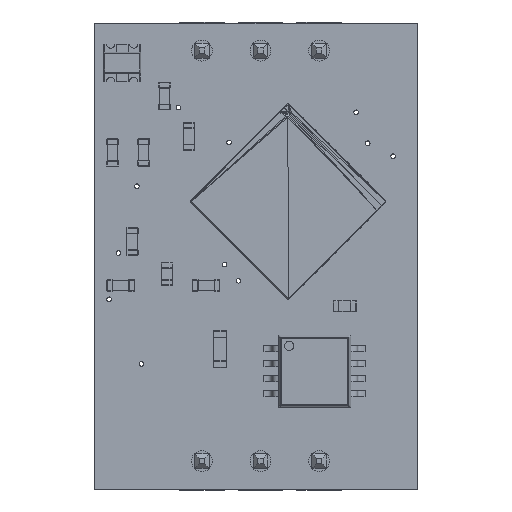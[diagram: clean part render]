
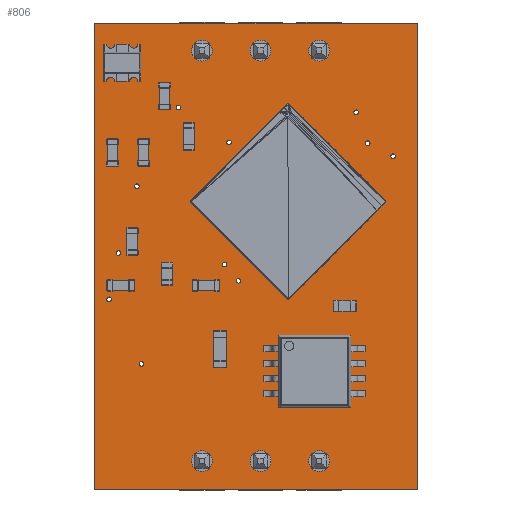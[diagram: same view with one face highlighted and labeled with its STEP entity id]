
A CAD part, top view. The second image highlights one B-rep face of the part: STEP entity #806.
In plain terms, the highlighted planar face has unit normal (0, 0, 1).
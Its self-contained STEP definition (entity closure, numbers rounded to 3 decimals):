
#93 = VERTEX_POINT('',#94);
#94 = CARTESIAN_POINT('',(-9.724,-5.021,0.));
#111 = VERTEX_POINT('',#112);
#112 = CARTESIAN_POINT('',(4.246,-5.021,0.));
#118 = EDGE_CURVE('',#93,#111,#119,.T.);
#119 = LINE('',#120,#121);
#120 = CARTESIAN_POINT('',(-9.724,-5.021,0.));
#121 = VECTOR('',#122,1.);
#122 = DIRECTION('',(1.,0.,0.));
#142 = VERTEX_POINT('',#143);
#143 = CARTESIAN_POINT('',(4.246,15.14,0.));
#149 = EDGE_CURVE('',#111,#142,#150,.T.);
#150 = LINE('',#151,#152);
#151 = CARTESIAN_POINT('',(4.246,-5.021,0.));
#152 = VECTOR('',#153,1.);
#153 = DIRECTION('',(0.,1.,0.));
#173 = VERTEX_POINT('',#174);
#174 = CARTESIAN_POINT('',(-9.724,15.14,0.));
#180 = EDGE_CURVE('',#142,#173,#181,.T.);
#181 = LINE('',#182,#183);
#182 = CARTESIAN_POINT('',(4.246,15.14,0.));
#183 = VECTOR('',#184,1.);
#184 = DIRECTION('',(-1.,0.,0.));
#202 = EDGE_CURVE('',#173,#93,#203,.T.);
#203 = LINE('',#204,#205);
#204 = CARTESIAN_POINT('',(-9.724,15.14,0.));
#205 = VECTOR('',#206,1.);
#206 = DIRECTION('',(0.,-1.,0.));
#217 = VERTEX_POINT('',#218);
#218 = CARTESIAN_POINT('',(-4.63,-3.81,0.));
#234 = EDGE_CURVE('',#217,#217,#235,.T.);
#235 = CIRCLE('',#236,0.45);
#236 = AXIS2_PLACEMENT_3D('',#237,#238,#239);
#237 = CARTESIAN_POINT('',(-5.08,-3.81,0.));
#238 = DIRECTION('',(0.,0.,-1.));
#239 = DIRECTION('',(1.,0.,0.));
#250 = VERTEX_POINT('',#251);
#251 = CARTESIAN_POINT('',(-2.09,-3.81,0.));
#267 = EDGE_CURVE('',#250,#250,#268,.T.);
#268 = CIRCLE('',#269,0.45);
#269 = AXIS2_PLACEMENT_3D('',#270,#271,#272);
#270 = CARTESIAN_POINT('',(-2.54,-3.81,0.));
#271 = DIRECTION('',(0.,0.,-1.));
#272 = DIRECTION('',(1.,0.,0.));
#283 = VERTEX_POINT('',#284);
#284 = CARTESIAN_POINT('',(0.45,-3.81,0.));
#300 = EDGE_CURVE('',#283,#283,#301,.T.);
#301 = CIRCLE('',#302,0.45);
#302 = AXIS2_PLACEMENT_3D('',#303,#304,#305);
#303 = CARTESIAN_POINT('',(0.,-3.81,0.));
#304 = DIRECTION('',(0.,0.,-1.));
#305 = DIRECTION('',(1.,0.,0.));
#316 = VERTEX_POINT('',#317);
#317 = CARTESIAN_POINT('',(-1.3,7.1,0.));
#333 = EDGE_CURVE('',#316,#316,#334,.T.);
#334 = CIRCLE('',#335,0.1);
#335 = AXIS2_PLACEMENT_3D('',#336,#337,#338);
#336 = CARTESIAN_POINT('',(-1.4,7.1,0.));
#337 = DIRECTION('',(0.,0.,-1.));
#338 = DIRECTION('',(1.,0.,0.));
#349 = VERTEX_POINT('',#350);
#350 = CARTESIAN_POINT('',(-7.6,0.4,0.));
#366 = EDGE_CURVE('',#349,#349,#367,.T.);
#367 = CIRCLE('',#368,0.1);
#368 = AXIS2_PLACEMENT_3D('',#369,#370,#371);
#369 = CARTESIAN_POINT('',(-7.7,0.4,0.));
#370 = DIRECTION('',(0.,0.,-1.));
#371 = DIRECTION('',(1.,0.,0.));
#382 = VERTEX_POINT('',#383);
#383 = CARTESIAN_POINT('',(-4.63,13.97,0.));
#399 = EDGE_CURVE('',#382,#382,#400,.T.);
#400 = CIRCLE('',#401,0.45);
#401 = AXIS2_PLACEMENT_3D('',#402,#403,#404);
#402 = CARTESIAN_POINT('',(-5.08,13.97,0.));
#403 = DIRECTION('',(0.,0.,-1.));
#404 = DIRECTION('',(1.,0.,0.));
#415 = VERTEX_POINT('',#416);
#416 = CARTESIAN_POINT('',(-2.09,13.97,0.));
#432 = EDGE_CURVE('',#415,#415,#433,.T.);
#433 = CIRCLE('',#434,0.45);
#434 = AXIS2_PLACEMENT_3D('',#435,#436,#437);
#435 = CARTESIAN_POINT('',(-2.54,13.97,0.));
#436 = DIRECTION('',(0.,0.,-1.));
#437 = DIRECTION('',(1.,0.,0.));
#448 = VERTEX_POINT('',#449);
#449 = CARTESIAN_POINT('',(0.45,13.97,0.));
#465 = EDGE_CURVE('',#448,#448,#466,.T.);
#466 = CIRCLE('',#467,0.45);
#467 = AXIS2_PLACEMENT_3D('',#468,#469,#470);
#468 = CARTESIAN_POINT('',(0.,13.97,0.));
#469 = DIRECTION('',(0.,0.,-1.));
#470 = DIRECTION('',(1.,0.,0.));
#481 = VERTEX_POINT('',#482);
#482 = CARTESIAN_POINT('',(3.3,9.4,0.));
#498 = EDGE_CURVE('',#481,#481,#499,.T.);
#499 = CIRCLE('',#500,0.1);
#500 = AXIS2_PLACEMENT_3D('',#501,#502,#503);
#501 = CARTESIAN_POINT('',(3.2,9.4,0.));
#502 = DIRECTION('',(0.,0.,-1.));
#503 = DIRECTION('',(1.,0.,0.));
#514 = VERTEX_POINT('',#515);
#515 = CARTESIAN_POINT('',(-7.8,8.1,0.));
#531 = EDGE_CURVE('',#514,#514,#532,.T.);
#532 = CIRCLE('',#533,0.1);
#533 = AXIS2_PLACEMENT_3D('',#534,#535,#536);
#534 = CARTESIAN_POINT('',(-7.9,8.1,0.));
#535 = DIRECTION('',(0.,0.,-1.));
#536 = DIRECTION('',(1.,0.,0.));
#547 = VERTEX_POINT('',#548);
#548 = CARTESIAN_POINT('',(1.703,11.3,0.));
#564 = EDGE_CURVE('',#547,#547,#565,.T.);
#565 = CIRCLE('',#566,0.1);
#566 = AXIS2_PLACEMENT_3D('',#567,#568,#569);
#567 = CARTESIAN_POINT('',(1.603,11.3,0.));
#568 = DIRECTION('',(0.,0.,-1.));
#569 = DIRECTION('',(1.,0.,0.));
#580 = VERTEX_POINT('',#581);
#581 = CARTESIAN_POINT('',(-4.,4.7,0.));
#597 = EDGE_CURVE('',#580,#580,#598,.T.);
#598 = CIRCLE('',#599,0.1);
#599 = AXIS2_PLACEMENT_3D('',#600,#601,#602);
#600 = CARTESIAN_POINT('',(-4.1,4.7,0.));
#601 = DIRECTION('',(0.,0.,-1.));
#602 = DIRECTION('',(1.,0.,0.));
#613 = VERTEX_POINT('',#614);
#614 = CARTESIAN_POINT('',(-3.4,4.,0.));
#630 = EDGE_CURVE('',#613,#613,#631,.T.);
#631 = CIRCLE('',#632,0.1);
#632 = AXIS2_PLACEMENT_3D('',#633,#634,#635);
#633 = CARTESIAN_POINT('',(-3.5,4.,0.));
#634 = DIRECTION('',(0.,0.,-1.));
#635 = DIRECTION('',(1.,0.,0.));
#646 = VERTEX_POINT('',#647);
#647 = CARTESIAN_POINT('',(2.2,9.959,0.));
#663 = EDGE_CURVE('',#646,#646,#664,.T.);
#664 = CIRCLE('',#665,0.1);
#665 = AXIS2_PLACEMENT_3D('',#666,#667,#668);
#666 = CARTESIAN_POINT('',(2.1,9.959,0.));
#667 = DIRECTION('',(0.,0.,-1.));
#668 = DIRECTION('',(1.,0.,0.));
#679 = VERTEX_POINT('',#680);
#680 = CARTESIAN_POINT('',(-9.,3.2,0.));
#696 = EDGE_CURVE('',#679,#679,#697,.T.);
#697 = CIRCLE('',#698,0.1);
#698 = AXIS2_PLACEMENT_3D('',#699,#700,#701);
#699 = CARTESIAN_POINT('',(-9.1,3.2,0.));
#700 = DIRECTION('',(0.,0.,-1.));
#701 = DIRECTION('',(1.,0.,0.));
#712 = VERTEX_POINT('',#713);
#713 = CARTESIAN_POINT('',(-6.,11.5,0.));
#729 = EDGE_CURVE('',#712,#712,#730,.T.);
#730 = CIRCLE('',#731,0.1);
#731 = AXIS2_PLACEMENT_3D('',#732,#733,#734);
#732 = CARTESIAN_POINT('',(-6.1,11.5,0.));
#733 = DIRECTION('',(0.,0.,-1.));
#734 = DIRECTION('',(1.,0.,0.));
#745 = VERTEX_POINT('',#746);
#746 = CARTESIAN_POINT('',(-8.6,5.2,0.));
#762 = EDGE_CURVE('',#745,#745,#763,.T.);
#763 = CIRCLE('',#764,0.1);
#764 = AXIS2_PLACEMENT_3D('',#765,#766,#767);
#765 = CARTESIAN_POINT('',(-8.7,5.2,0.));
#766 = DIRECTION('',(0.,0.,-1.));
#767 = DIRECTION('',(1.,0.,0.));
#778 = VERTEX_POINT('',#779);
#779 = CARTESIAN_POINT('',(-3.808,10.,0.));
#795 = EDGE_CURVE('',#778,#778,#796,.T.);
#796 = CIRCLE('',#797,0.1);
#797 = AXIS2_PLACEMENT_3D('',#798,#799,#800);
#798 = CARTESIAN_POINT('',(-3.908,10.,0.));
#799 = DIRECTION('',(0.,0.,-1.));
#800 = DIRECTION('',(1.,0.,0.));
#806 = ADVANCED_FACE('',(#807,#813,#816,#819,#822,#825,#828,#831,#834,
    #837,#840,#843,#846,#849,#852,#855,#858,#861,#864),#867,.F.);
#807 = FACE_BOUND('',#808,.T.);
#808 = EDGE_LOOP('',(#809,#810,#811,#812));
#809 = ORIENTED_EDGE('',*,*,#118,.T.);
#810 = ORIENTED_EDGE('',*,*,#149,.T.);
#811 = ORIENTED_EDGE('',*,*,#180,.T.);
#812 = ORIENTED_EDGE('',*,*,#202,.T.);
#813 = FACE_BOUND('',#814,.T.);
#814 = EDGE_LOOP('',(#815));
#815 = ORIENTED_EDGE('',*,*,#234,.T.);
#816 = FACE_BOUND('',#817,.T.);
#817 = EDGE_LOOP('',(#818));
#818 = ORIENTED_EDGE('',*,*,#267,.T.);
#819 = FACE_BOUND('',#820,.T.);
#820 = EDGE_LOOP('',(#821));
#821 = ORIENTED_EDGE('',*,*,#300,.T.);
#822 = FACE_BOUND('',#823,.T.);
#823 = EDGE_LOOP('',(#824));
#824 = ORIENTED_EDGE('',*,*,#333,.T.);
#825 = FACE_BOUND('',#826,.T.);
#826 = EDGE_LOOP('',(#827));
#827 = ORIENTED_EDGE('',*,*,#366,.T.);
#828 = FACE_BOUND('',#829,.T.);
#829 = EDGE_LOOP('',(#830));
#830 = ORIENTED_EDGE('',*,*,#399,.T.);
#831 = FACE_BOUND('',#832,.T.);
#832 = EDGE_LOOP('',(#833));
#833 = ORIENTED_EDGE('',*,*,#432,.T.);
#834 = FACE_BOUND('',#835,.T.);
#835 = EDGE_LOOP('',(#836));
#836 = ORIENTED_EDGE('',*,*,#465,.T.);
#837 = FACE_BOUND('',#838,.T.);
#838 = EDGE_LOOP('',(#839));
#839 = ORIENTED_EDGE('',*,*,#498,.T.);
#840 = FACE_BOUND('',#841,.T.);
#841 = EDGE_LOOP('',(#842));
#842 = ORIENTED_EDGE('',*,*,#531,.T.);
#843 = FACE_BOUND('',#844,.T.);
#844 = EDGE_LOOP('',(#845));
#845 = ORIENTED_EDGE('',*,*,#564,.T.);
#846 = FACE_BOUND('',#847,.T.);
#847 = EDGE_LOOP('',(#848));
#848 = ORIENTED_EDGE('',*,*,#597,.T.);
#849 = FACE_BOUND('',#850,.T.);
#850 = EDGE_LOOP('',(#851));
#851 = ORIENTED_EDGE('',*,*,#630,.T.);
#852 = FACE_BOUND('',#853,.T.);
#853 = EDGE_LOOP('',(#854));
#854 = ORIENTED_EDGE('',*,*,#663,.T.);
#855 = FACE_BOUND('',#856,.T.);
#856 = EDGE_LOOP('',(#857));
#857 = ORIENTED_EDGE('',*,*,#696,.T.);
#858 = FACE_BOUND('',#859,.T.);
#859 = EDGE_LOOP('',(#860));
#860 = ORIENTED_EDGE('',*,*,#729,.T.);
#861 = FACE_BOUND('',#862,.T.);
#862 = EDGE_LOOP('',(#863));
#863 = ORIENTED_EDGE('',*,*,#762,.T.);
#864 = FACE_BOUND('',#865,.T.);
#865 = EDGE_LOOP('',(#866));
#866 = ORIENTED_EDGE('',*,*,#795,.T.);
#867 = PLANE('',#868);
#868 = AXIS2_PLACEMENT_3D('',#869,#870,#871);
#869 = CARTESIAN_POINT('',(-9.724,-5.021,0.));
#870 = DIRECTION('',(0.,0.,-1.));
#871 = DIRECTION('',(-1.,0.,0.));
